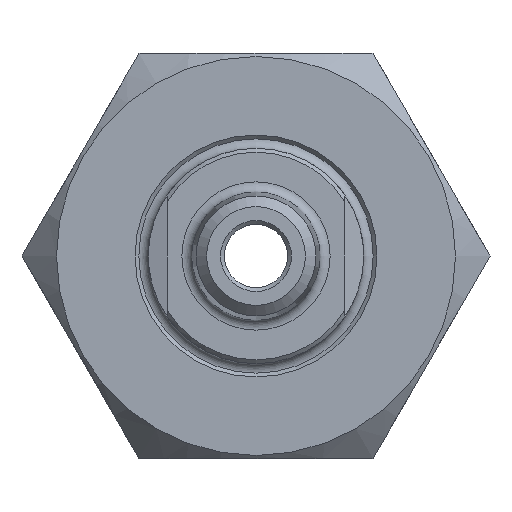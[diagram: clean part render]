
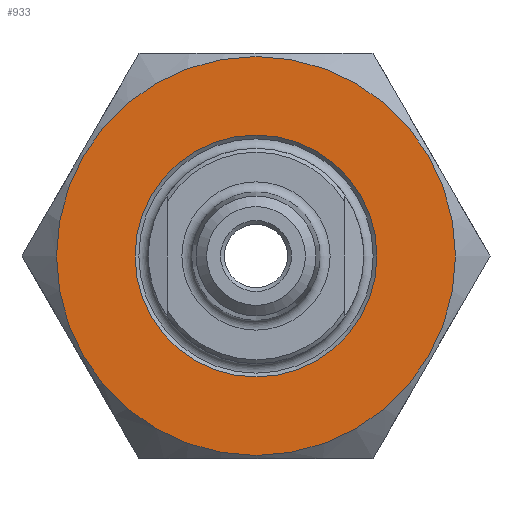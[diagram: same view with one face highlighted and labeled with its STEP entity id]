
A CAD part, left-side view. The second image highlights one B-rep face of the part: STEP entity #933.
In plain terms, the highlighted planar face has unit normal (-1, 0, 0).
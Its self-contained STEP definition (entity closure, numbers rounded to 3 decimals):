
#48=FACE_BOUND('',#159,.T.);
#67=PLANE('',#1076);
#98=FACE_OUTER_BOUND('',#158,.T.);
#158=EDGE_LOOP('',(#677));
#159=EDGE_LOOP('',(#678));
#332=CIRCLE('',#1057,15.75);
#339=CIRCLE('',#1071,9.55);
#411=VERTEX_POINT('',#1565);
#417=VERTEX_POINT('',#1591);
#503=EDGE_CURVE('',#411,#411,#332,.T.);
#515=EDGE_CURVE('',#417,#417,#339,.T.);
#677=ORIENTED_EDGE('',*,*,#503,.T.);
#678=ORIENTED_EDGE('',*,*,#515,.F.);
#933=ADVANCED_FACE('',(#98,#48),#67,.T.);
#1057=AXIS2_PLACEMENT_3D('',#1567,#1201,#1202);
#1071=AXIS2_PLACEMENT_3D('',#1592,#1234,#1235);
#1076=AXIS2_PLACEMENT_3D('',#1602,#1246,#1247);
#1201=DIRECTION('center_axis',(-1.,0.,0.));
#1202=DIRECTION('ref_axis',(0.,1.,0.));
#1234=DIRECTION('center_axis',(-1.,0.,0.));
#1235=DIRECTION('ref_axis',(0.,0.,-1.));
#1246=DIRECTION('center_axis',(-1.,0.,0.));
#1247=DIRECTION('ref_axis',(0.,0.,1.));
#1565=CARTESIAN_POINT('',(-13.5,-15.75,0.));
#1567=CARTESIAN_POINT('Origin',(-13.5,0.,0.));
#1591=CARTESIAN_POINT('',(-13.5,0.,9.55));
#1592=CARTESIAN_POINT('Origin',(-13.5,0.,0.));
#1602=CARTESIAN_POINT('Origin',(-13.5,0.,0.));
